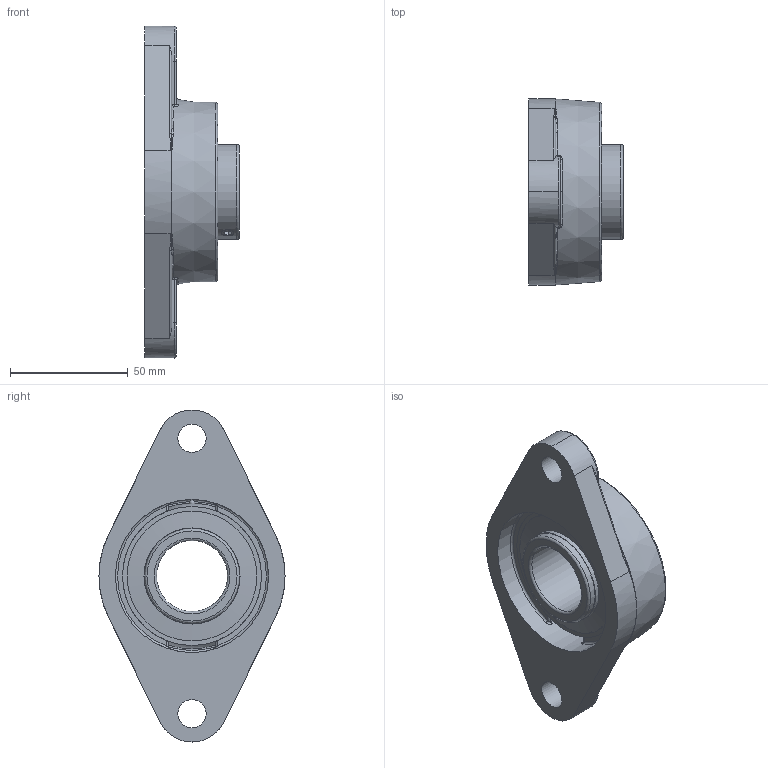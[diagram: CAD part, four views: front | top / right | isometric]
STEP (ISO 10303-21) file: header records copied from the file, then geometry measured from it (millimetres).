
FILE_DESCRIPTION(('HOOPS Exchange Step'),'2;1');
FILE_NAME('export-09DCC6C1-FFC0-45E7-98B7-1B2D9A8CF97C.stp','2020-05-29T09:39:00-07:00',('dkerr'),('Alibre'),'HOOPS Exchange 2020.0','Alibre','Unknown authorisation');
FILE_SCHEMA( ('AP242_MANAGED_MODEL_BASED_3D_ENGINEERING_MIM_LF {1 0 10303 442 1 1 4 }') );
Length unit declared in the file: inch
Products named in the file (7): MRN SFTM L4L 206; MRN SUC 206-19 L4L (1.1875) (Race); MRN SUC 206 L4L (Ball); MRN SUC 206 L4L (Shield); MRN SUC 206 L4L (Set Screw); MRN SUC 206-19 L4L (1.1875); MRN SUCSFTM 206-19 L4L (1.1875inch)
Assembly tree (7 placements, depth 3):
  MRN SUCSFTM 206-19 L4L (1.1875inch)
    MRN SFTM L4L 206
    MRN SUC 206-19 L4L (1.1875)
      MRN SUC 206-19 L4L (1.1875) (Race)
      MRN SUC 206 L4L (Ball)
      MRN SUC 206 L4L (Shield)
      MRN SUC 206 L4L (Set Screw)  x2
Bounding box: 40.2 x 79 x 141 mm (x, y, z)
Volume: 114037.4 mm3; surface area: 49246.3 mm2
Topology: 16 solids, 16 shells, 192 faces, 507 edges, 323 vertices
Faces by surface type: cylinder 56, plane 52, bspline 38, torus 22, sphere 16, cone 8
Full cylindrical faces by diameter (mm): 5.359 x12, 12 x2, 30.162 x1, 40.259 x2, 40.284 x2, 40.792 x2, 55.093 x2, 55.118 x2, 65.017 x1, 70.35 x1
Entity records: 14222 total; most frequent: CARTESIAN_POINT 9956, ORIENTED_EDGE 860, DIRECTION 833, EDGE_CURVE 430, AXIS2_PLACEMENT_3D 362, VERTEX_POINT 291, CIRCLE 204, EDGE_LOOP 195
